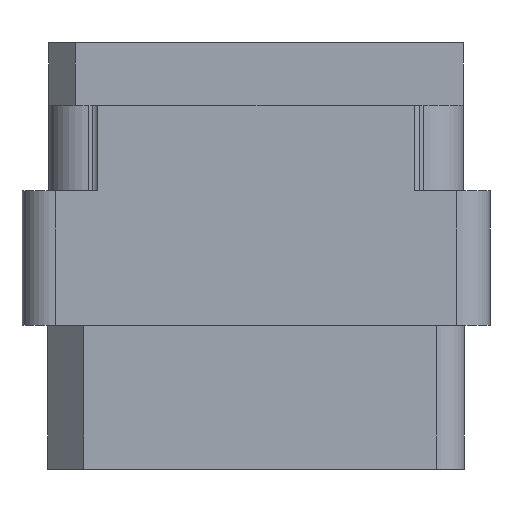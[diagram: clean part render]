
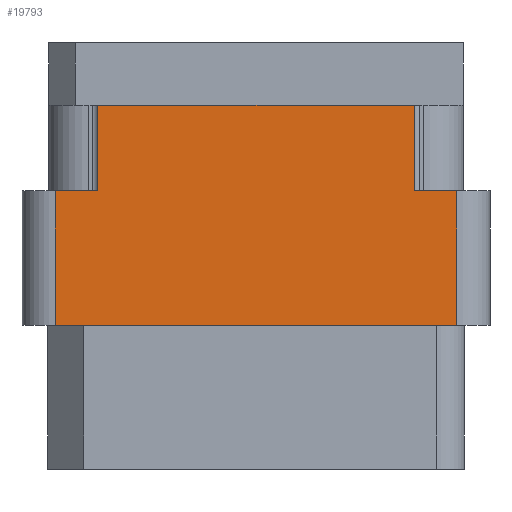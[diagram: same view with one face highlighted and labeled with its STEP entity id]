
A CAD part, left-side view. The second image highlights one B-rep face of the part: STEP entity #19793.
In plain terms, the highlighted planar face has unit normal (-1, 0, 0).
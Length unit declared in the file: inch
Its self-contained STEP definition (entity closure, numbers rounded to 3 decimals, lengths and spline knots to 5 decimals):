
#374 = VECTOR ( 'NONE', #14339, 39.37008 ) ;
#800 = CARTESIAN_POINT ( 'NONE',  ( -1., -0.376, -0.798 ) ) ;
#1059 = VERTEX_POINT ( 'NONE', #10116 ) ;
#1378 = CARTESIAN_POINT ( 'NONE',  ( -1., 0.296, -0.277 ) ) ;
#1483 = EDGE_CURVE ( 'NONE', #22462, #12101, #10322, .T. ) ;
#3975 = EDGE_LOOP ( 'NONE', ( #21465, #26493, #23615, #5873, #14176, #24477, #21803, #19369 ) ) ;
#4148 = EDGE_CURVE ( 'NONE', #12101, #1059, #7856, .T. ) ;
#4395 = VECTOR ( 'NONE', #21126, 39.37008 ) ;
#5209 = LINE ( 'NONE', #13993, #6988 ) ;
#5733 = VECTOR ( 'NONE', #18368, 39.37008 ) ;
#5843 = CARTESIAN_POINT ( 'NONE',  ( -1., -0.376, -0.277 ) ) ;
#5873 = ORIENTED_EDGE ( 'NONE', *, *, #20684, .F. ) ;
#6035 = CARTESIAN_POINT ( 'NONE',  ( -1., -0.376, -0.529 ) ) ;
#6988 = VECTOR ( 'NONE', #22746, 39.37008 ) ;
#7856 = LINE ( 'NONE', #13923, #374 ) ;
#8201 = EDGE_CURVE ( 'NONE', #28466, #12661, #17704, .T. ) ;
#8989 = VERTEX_POINT ( 'NONE', #21595 ) ;
#9553 = DIRECTION ( 'NONE',  ( -1., 0., 0. ) ) ;
#10116 = CARTESIAN_POINT ( 'NONE',  ( -1., -0.296, -0.117 ) ) ;
#10322 = LINE ( 'NONE', #1378, #19128 ) ;
#10630 = LINE ( 'NONE', #12357, #4395 ) ;
#11412 = CARTESIAN_POINT ( 'NONE',  ( -1., -0.296, -0.277 ) ) ;
#11430 = CARTESIAN_POINT ( 'NONE',  ( -1., -0.376, -0.798 ) ) ;
#11714 = LINE ( 'NONE', #22348, #15642 ) ;
#11722 = PLANE ( 'NONE',  #16485 ) ;
#12101 = VERTEX_POINT ( 'NONE', #22864 ) ;
#12357 = CARTESIAN_POINT ( 'NONE',  ( -1., 0.438, -0.277 ) ) ;
#12661 = VERTEX_POINT ( 'NONE', #5843 ) ;
#13923 = CARTESIAN_POINT ( 'NONE',  ( -1., 0.438, -0.117 ) ) ;
#13993 = CARTESIAN_POINT ( 'NONE',  ( -1., -0.296, -0.277 ) ) ;
#14176 = ORIENTED_EDGE ( 'NONE', *, *, #14187, .T. ) ;
#14187 = EDGE_CURVE ( 'NONE', #25711, #1059, #5209, .T. ) ;
#14316 = EDGE_CURVE ( 'NONE', #17192, #8989, #23707, .T. ) ;
#14339 = DIRECTION ( 'NONE',  ( 0., -1., 0. ) ) ;
#14347 = VECTOR ( 'NONE', #15501, 39.37008 ) ;
#15501 = DIRECTION ( 'NONE',  ( 0., 0., 1. ) ) ;
#15642 = VECTOR ( 'NONE', #16176, 39.37008 ) ;
#15999 = EDGE_CURVE ( 'NONE', #8989, #22462, #10630, .T. ) ;
#16176 = DIRECTION ( 'NONE',  ( 0., 1., 0. ) ) ;
#16336 = CARTESIAN_POINT ( 'NONE',  ( -1., 0.376, -0.529 ) ) ;
#16485 = AXIS2_PLACEMENT_3D ( 'NONE', #11430, #9553, #17911 ) ;
#17192 = VERTEX_POINT ( 'NONE', #16336 ) ;
#17704 = LINE ( 'NONE', #800, #5733 ) ;
#17893 = DIRECTION ( 'NONE',  ( 0., -1., 0. ) ) ;
#17911 = DIRECTION ( 'NONE',  ( 0., 0., 1. ) ) ;
#18368 = DIRECTION ( 'NONE',  ( 0., 0., 1. ) ) ;
#19128 = VECTOR ( 'NONE', #23692, 39.37008 ) ;
#19369 = ORIENTED_EDGE ( 'NONE', *, *, #15999, .F. ) ;
#19793 = ADVANCED_FACE ( 'NONE', ( #24382 ), #11722, .T. ) ;
#20467 = CARTESIAN_POINT ( 'NONE',  ( -1., -0.296, -0.277 ) ) ;
#20684 = EDGE_CURVE ( 'NONE', #25711, #12661, #26243, .T. ) ;
#21126 = DIRECTION ( 'NONE',  ( 0., -1., 0. ) ) ;
#21465 = ORIENTED_EDGE ( 'NONE', *, *, #14316, .F. ) ;
#21595 = CARTESIAN_POINT ( 'NONE',  ( -1., 0.376, -0.277 ) ) ;
#21693 = CARTESIAN_POINT ( 'NONE',  ( -1., 0.376, -0.798 ) ) ;
#21803 = ORIENTED_EDGE ( 'NONE', *, *, #1483, .F. ) ;
#22348 = CARTESIAN_POINT ( 'NONE',  ( -1., -0.376, -0.529 ) ) ;
#22462 = VERTEX_POINT ( 'NONE', #22741 ) ;
#22741 = CARTESIAN_POINT ( 'NONE',  ( -1., 0.296, -0.277 ) ) ;
#22746 = DIRECTION ( 'NONE',  ( 0., 0., 1. ) ) ;
#22864 = CARTESIAN_POINT ( 'NONE',  ( -1., 0.296, -0.117 ) ) ;
#23615 = ORIENTED_EDGE ( 'NONE', *, *, #8201, .T. ) ;
#23692 = DIRECTION ( 'NONE',  ( 0., 0., 1. ) ) ;
#23707 = LINE ( 'NONE', #21693, #14347 ) ;
#24382 = FACE_OUTER_BOUND ( 'NONE', #3975, .T. ) ;
#24477 = ORIENTED_EDGE ( 'NONE', *, *, #4148, .F. ) ;
#25248 = VECTOR ( 'NONE', #17893, 39.37008 ) ;
#25711 = VERTEX_POINT ( 'NONE', #20467 ) ;
#26243 = LINE ( 'NONE', #11412, #25248 ) ;
#26493 = ORIENTED_EDGE ( 'NONE', *, *, #26914, .F. ) ;
#26914 = EDGE_CURVE ( 'NONE', #28466, #17192, #11714, .T. ) ;
#28466 = VERTEX_POINT ( 'NONE', #6035 ) ;
